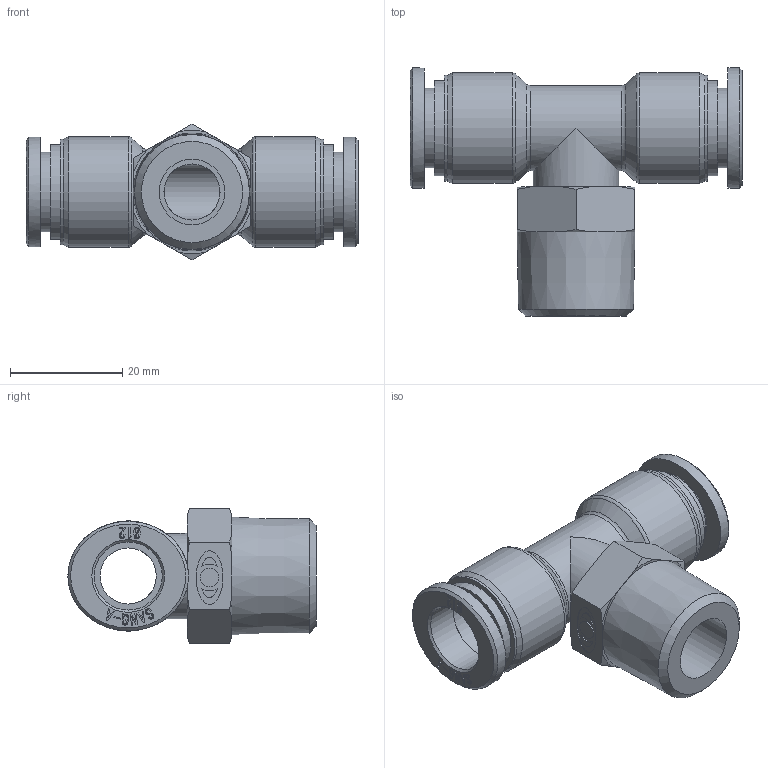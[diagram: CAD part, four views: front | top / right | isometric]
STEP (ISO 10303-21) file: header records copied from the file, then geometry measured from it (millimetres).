
FILE_DESCRIPTION((''),'2;1');
FILE_NAME('F-PT 1204.stp','2020-11-25T11:02:10',('Administrator'),(''),'Autodesk Inventor 2013','Autodesk Inventor 2013','');
FILE_SCHEMA(('CONFIG_CONTROL_DESIGN'));
Length unit declared in the file: millimetre
Products named in the file (4): 조립품21; F-PT 1204 BODY; F-SLEEVE 12(SUS); F-BODY 04(SUS)
Assembly tree (4 placements, depth 2):
  조립품21
    F-PT 1204 BODY
    F-SLEEVE 12(SUS)  x2
    F-BODY 04(SUS)
Bounding box: 59.2 x 44.25 x 24.25 mm (x, y, z)
Volume: 14302.6 mm3; surface area: 10230.6 mm2
Topology: 4 solids, 4 shells, 436 faces, 1139 edges, 753 vertices
Faces by surface type: plane 230, bspline 160, cone 22, cylinder 20, torus 4
Full cylindrical faces by diameter (mm): 3.35 x1, 10 x2, 11.7 x1, 12.15 x2, 12.2 x2, 14.2 x2, 15.2 x2, 16.9 x2, 18.9 x2, 19.7 x2
Entity records: 8505 total; most frequent: CARTESIAN_POINT 2426, ORIENTED_EDGE 1352, DIRECTION 927, EDGE_CURVE 676, VERTEX_POINT 463, VECTOR 407, LINE 407, EDGE_LOOP 339
